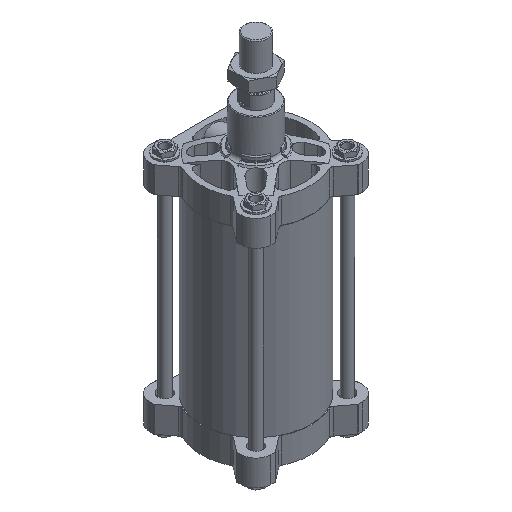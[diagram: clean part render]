
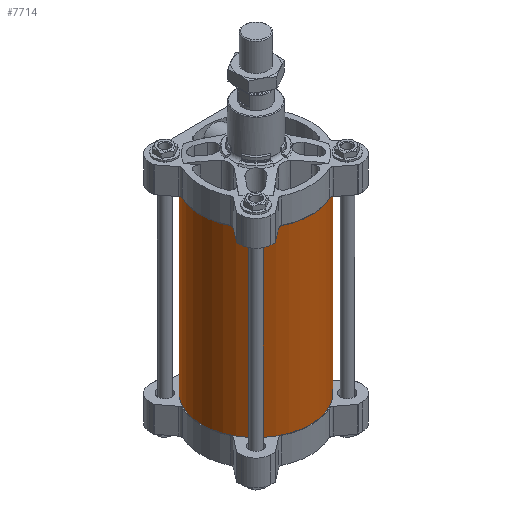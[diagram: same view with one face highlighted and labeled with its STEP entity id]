
A CAD part, isometric view. The second image highlights one B-rep face of the part: STEP entity #7714.
In plain terms, the highlighted cylindrical face has radius 83.5 mm (diameter 167 mm), a full revolution.
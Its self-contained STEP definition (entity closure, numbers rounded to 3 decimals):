
#354=CIRCLE('',#8395,83.5);
#418=CIRCLE('',#8514,83.5);
#1928=ORIENTED_EDGE('',*,*,#3855,.F.);
#1929=ORIENTED_EDGE('',*,*,#3740,.T.);
#3740=EDGE_CURVE('',#4782,#4782,#354,.F.);
#3855=EDGE_CURVE('',#4849,#4849,#418,.T.);
#4782=VERTEX_POINT('',#12925);
#4849=VERTEX_POINT('',#13184);
#6348=EDGE_LOOP('',(#1928));
#6349=EDGE_LOOP('',(#1929));
#6968=FACE_BOUND('',#6348,.T.);
#6969=FACE_BOUND('',#6349,.T.);
#7475=CYLINDRICAL_SURFACE('',#8513,83.5);
#7714=ADVANCED_FACE('',(#6968,#6969),#7475,.T.);
#8395=AXIS2_PLACEMENT_3D('',#12924,#9834,#9835);
#8513=AXIS2_PLACEMENT_3D('',#13182,#10114,#10115);
#8514=AXIS2_PLACEMENT_3D('',#13183,#10116,#10117);
#9834=DIRECTION('',(0.,0.,1.));
#9835=DIRECTION('',(1.,0.,0.));
#10114=DIRECTION('',(0.,0.,-1.));
#10115=DIRECTION('',(-1.,0.,0.));
#10116=DIRECTION('',(0.,0.,-1.));
#10117=DIRECTION('',(-1.,0.,0.));
#12924=CARTESIAN_POINT('',(0.,0.,-50.7));
#12925=CARTESIAN_POINT('',(83.5,0.,-50.7));
#13182=CARTESIAN_POINT('',(0.,0.,-329.3));
#13183=CARTESIAN_POINT('',(0.,0.,-329.3));
#13184=CARTESIAN_POINT('',(-83.5,0.,-329.3));
